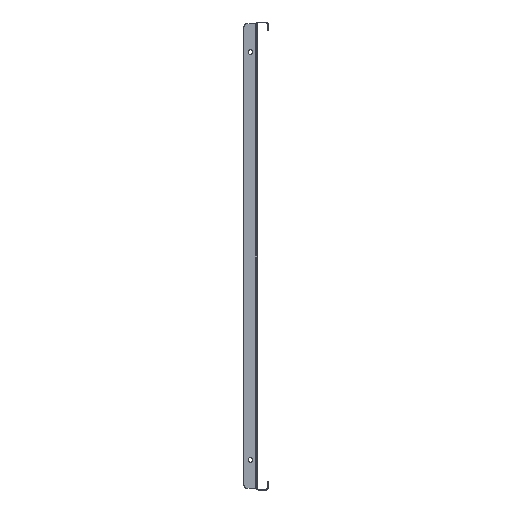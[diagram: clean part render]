
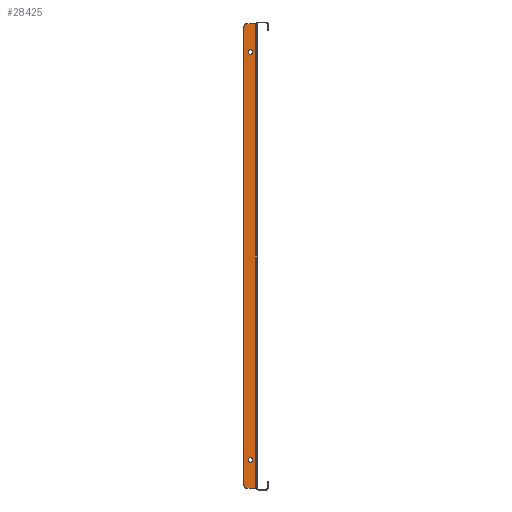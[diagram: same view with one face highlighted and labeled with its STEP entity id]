
A CAD part, left-side view. The second image highlights one B-rep face of the part: STEP entity #28425.
In plain terms, the highlighted planar face has unit normal (-1, 0, 0).
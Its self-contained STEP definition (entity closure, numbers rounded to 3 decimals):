
#157 = AXIS2_PLACEMENT_3D ( 'NONE', #32250, #29508, #9764 ) ;
#318 = DIRECTION ( 'NONE',  ( 0., -1., 0. ) ) ;
#394 = ORIENTED_EDGE ( 'NONE', *, *, #26589, .F. ) ;
#478 = VERTEX_POINT ( 'NONE', #30687 ) ;
#925 = FACE_OUTER_BOUND ( 'NONE', #29443, .T. ) ;
#1472 = FACE_BOUND ( 'NONE', #25515, .T. ) ;
#1555 = CARTESIAN_POINT ( 'NONE',  ( -346., 21., 395.5 ) ) ;
#1667 = CARTESIAN_POINT ( 'NONE',  ( -346., 16., 390.5 ) ) ;
#2249 = EDGE_CURVE ( 'NONE', #29911, #17071, #12822, .T. ) ;
#2328 = CARTESIAN_POINT ( 'NONE',  ( -346., 7.25, 345.25 ) ) ;
#2496 = CARTESIAN_POINT ( 'NONE',  ( -346., 12.75, 348.75 ) ) ;
#2704 = DIRECTION ( 'NONE',  ( 0., -1., 0. ) ) ;
#2799 = EDGE_CURVE ( 'NONE', #19167, #18787, #22479, .T. ) ;
#3021 = LINE ( 'NONE', #19838, #23713 ) ;
#3189 = EDGE_CURVE ( 'NONE', #19448, #29911, #16749, .T. ) ;
#3389 = ORIENTED_EDGE ( 'NONE', *, *, #21760, .T. ) ;
#3995 = EDGE_CURVE ( 'NONE', #23698, #478, #13253, .T. ) ;
#4550 = CARTESIAN_POINT ( 'NONE',  ( -346., 7.25, 345.25 ) ) ;
#4574 = DIRECTION ( 'NONE',  ( -1., 0., 0. ) ) ;
#4787 = VERTEX_POINT ( 'NONE', #9608 ) ;
#4894 = DIRECTION ( 'NONE',  ( -1., 0., 0. ) ) ;
#5318 = CARTESIAN_POINT ( 'NONE',  ( -346., 21., -390.5 ) ) ;
#5622 = CARTESIAN_POINT ( 'NONE',  ( -346., 10., 348.75 ) ) ;
#5624 = DIRECTION ( 'NONE',  ( 0., 1., 0. ) ) ;
#5758 = CARTESIAN_POINT ( 'NONE',  ( -346., 12.75, 345.25 ) ) ;
#6144 = VECTOR ( 'NONE', #18891, 1000. ) ;
#6301 = CARTESIAN_POINT ( 'NONE',  ( -346., 1.5, 395.5 ) ) ;
#7168 = CIRCLE ( 'NONE', #157, 2.75 ) ;
#7357 = CARTESIAN_POINT ( 'NONE',  ( -346., 12.75, 345.25 ) ) ;
#7850 = VERTEX_POINT ( 'NONE', #5318 ) ;
#8000 = DIRECTION ( 'NONE',  ( -1., 0., 0. ) ) ;
#8066 = CARTESIAN_POINT ( 'NONE',  ( -346., 10., 345.25 ) ) ;
#9010 = EDGE_CURVE ( 'NONE', #7850, #478, #26415, .T. ) ;
#9300 = DIRECTION ( 'NONE',  ( 0., -1., 0. ) ) ;
#9608 = CARTESIAN_POINT ( 'NONE',  ( -346., 12.75, -345.25 ) ) ;
#9611 = CIRCLE ( 'NONE', #18954, 5. ) ;
#9764 = DIRECTION ( 'NONE',  ( 0., 1., 0. ) ) ;
#10727 = LINE ( 'NONE', #2328, #31154 ) ;
#11850 = ORIENTED_EDGE ( 'NONE', *, *, #9010, .F. ) ;
#12003 = VECTOR ( 'NONE', #30253, 1000. ) ;
#12038 = DIRECTION ( 'NONE',  ( 0., 0., 1. ) ) ;
#12334 = VERTEX_POINT ( 'NONE', #34339 ) ;
#12373 = ORIENTED_EDGE ( 'NONE', *, *, #2249, .F. ) ;
#12419 = FACE_BOUND ( 'NONE', #22513, .T. ) ;
#12602 = VECTOR ( 'NONE', #29669, 1000. ) ;
#12657 = CARTESIAN_POINT ( 'NONE',  ( -346., 16., 395.5 ) ) ;
#12822 = LINE ( 'NONE', #7357, #6144 ) ;
#12907 = ORIENTED_EDGE ( 'NONE', *, *, #3189, .F. ) ;
#13149 = CIRCLE ( 'NONE', #26577, 2.75 ) ;
#13253 = CIRCLE ( 'NONE', #30689, 5. ) ;
#13355 = DIRECTION ( 'NONE',  ( -1., 0., 0. ) ) ;
#13506 = CARTESIAN_POINT ( 'NONE',  ( -346., 7.25, -348.75 ) ) ;
#13736 = CARTESIAN_POINT ( 'NONE',  ( -346., 16., -395.5 ) ) ;
#14204 = CARTESIAN_POINT ( 'NONE',  ( -346., 10., -348.75 ) ) ;
#14243 = ORIENTED_EDGE ( 'NONE', *, *, #35946, .T. ) ;
#15977 = LINE ( 'NONE', #27128, #12602 ) ;
#16126 = DIRECTION ( 'NONE',  ( 0., -1., 0. ) ) ;
#16448 = DIRECTION ( 'NONE',  ( 0., 1., 0. ) ) ;
#16749 = CIRCLE ( 'NONE', #31317, 2.75 ) ;
#16936 = CARTESIAN_POINT ( 'NONE',  ( -346., 16., -390.5 ) ) ;
#17004 = ORIENTED_EDGE ( 'NONE', *, *, #25282, .F. ) ;
#17071 = VERTEX_POINT ( 'NONE', #5758 ) ;
#17865 = VERTEX_POINT ( 'NONE', #4550 ) ;
#17890 = CARTESIAN_POINT ( 'NONE',  ( -346., 7.25, 348.75 ) ) ;
#18099 = DIRECTION ( 'NONE',  ( -1., 0., 0. ) ) ;
#18192 = DIRECTION ( 'NONE',  ( 0., 0., 1. ) ) ;
#18756 = EDGE_CURVE ( 'NONE', #17071, #17865, #35204, .T. ) ;
#18787 = VERTEX_POINT ( 'NONE', #13736 ) ;
#18891 = DIRECTION ( 'NONE',  ( 0., 0., -1. ) ) ;
#18942 = CARTESIAN_POINT ( 'NONE',  ( -346., 12.75, -345.25 ) ) ;
#18954 = AXIS2_PLACEMENT_3D ( 'NONE', #16936, #27900, #318 ) ;
#19167 = VERTEX_POINT ( 'NONE', #32692 ) ;
#19448 = VERTEX_POINT ( 'NONE', #17890 ) ;
#19838 = CARTESIAN_POINT ( 'NONE',  ( -346., 7.25, -345.25 ) ) ;
#19933 = LINE ( 'NONE', #31414, #30336 ) ;
#19944 = EDGE_CURVE ( 'NONE', #12334, #4787, #7168, .T. ) ;
#20935 = EDGE_CURVE ( 'NONE', #17865, #19448, #10727, .T. ) ;
#21637 = VECTOR ( 'NONE', #18192, 1000. ) ;
#21760 = EDGE_CURVE ( 'NONE', #7850, #18787, #9611, .T. ) ;
#21931 = ORIENTED_EDGE ( 'NONE', *, *, #3995, .T. ) ;
#22479 = LINE ( 'NONE', #33078, #35975 ) ;
#22513 = EDGE_LOOP ( 'NONE', ( #33393, #12373, #12907, #30301 ) ) ;
#23046 = CARTESIAN_POINT ( 'NONE',  ( -346., 0., 0. ) ) ;
#23110 = VERTEX_POINT ( 'NONE', #13506 ) ;
#23698 = VERTEX_POINT ( 'NONE', #12657 ) ;
#23713 = VECTOR ( 'NONE', #33721, 1000. ) ;
#24625 = DIRECTION ( 'NONE',  ( 0., 0., 1. ) ) ;
#24695 = EDGE_CURVE ( 'NONE', #27985, #23110, #13149, .T. ) ;
#24708 = ORIENTED_EDGE ( 'NONE', *, *, #19944, .F. ) ;
#25157 = EDGE_CURVE ( 'NONE', #4787, #27985, #33000, .T. ) ;
#25282 = EDGE_CURVE ( 'NONE', #23110, #12334, #3021, .T. ) ;
#25515 = EDGE_LOOP ( 'NONE', ( #24708, #17004, #30494, #32216 ) ) ;
#26415 = LINE ( 'NONE', #1555, #21637 ) ;
#26577 = AXIS2_PLACEMENT_3D ( 'NONE', #14204, #8000, #5624 ) ;
#26589 = EDGE_CURVE ( 'NONE', #23698, #31392, #15977, .T. ) ;
#27128 = CARTESIAN_POINT ( 'NONE',  ( -346., 0., 395.5 ) ) ;
#27900 = DIRECTION ( 'NONE',  ( -1., 0., 0. ) ) ;
#27985 = VERTEX_POINT ( 'NONE', #34235 ) ;
#28425 = ADVANCED_FACE ( 'NONE', ( #12419, #1472, #925 ), #29052, .T. ) ;
#29052 = PLANE ( 'NONE',  #33168 ) ;
#29443 = EDGE_LOOP ( 'NONE', ( #394, #21931, #11850, #3389, #30326, #14243 ) ) ;
#29508 = DIRECTION ( 'NONE',  ( -1., 0., 0. ) ) ;
#29669 = DIRECTION ( 'NONE',  ( 0., -1., 0. ) ) ;
#29911 = VERTEX_POINT ( 'NONE', #2496 ) ;
#30253 = DIRECTION ( 'NONE',  ( 0., 0., -1. ) ) ;
#30301 = ORIENTED_EDGE ( 'NONE', *, *, #20935, .F. ) ;
#30326 = ORIENTED_EDGE ( 'NONE', *, *, #2799, .F. ) ;
#30336 = VECTOR ( 'NONE', #12038, 1000. ) ;
#30494 = ORIENTED_EDGE ( 'NONE', *, *, #24695, .F. ) ;
#30553 = AXIS2_PLACEMENT_3D ( 'NONE', #8066, #13355, #16126 ) ;
#30687 = CARTESIAN_POINT ( 'NONE',  ( -346., 21., 390.5 ) ) ;
#30689 = AXIS2_PLACEMENT_3D ( 'NONE', #1667, #4574, #35101 ) ;
#31154 = VECTOR ( 'NONE', #24625, 1000. ) ;
#31317 = AXIS2_PLACEMENT_3D ( 'NONE', #5622, #4894, #2704 ) ;
#31392 = VERTEX_POINT ( 'NONE', #6301 ) ;
#31414 = CARTESIAN_POINT ( 'NONE',  ( -346., 1.5, 0. ) ) ;
#32216 = ORIENTED_EDGE ( 'NONE', *, *, #25157, .F. ) ;
#32250 = CARTESIAN_POINT ( 'NONE',  ( -346., 10., -345.25 ) ) ;
#32692 = CARTESIAN_POINT ( 'NONE',  ( -346., 1.5, -395.5 ) ) ;
#33000 = LINE ( 'NONE', #18942, #12003 ) ;
#33078 = CARTESIAN_POINT ( 'NONE',  ( -346., 21., -395.5 ) ) ;
#33168 = AXIS2_PLACEMENT_3D ( 'NONE', #23046, #18099, #9300 ) ;
#33393 = ORIENTED_EDGE ( 'NONE', *, *, #18756, .F. ) ;
#33721 = DIRECTION ( 'NONE',  ( 0., 0., 1. ) ) ;
#34235 = CARTESIAN_POINT ( 'NONE',  ( -346., 12.75, -348.75 ) ) ;
#34339 = CARTESIAN_POINT ( 'NONE',  ( -346., 7.25, -345.25 ) ) ;
#35101 = DIRECTION ( 'NONE',  ( 0., -1., 0. ) ) ;
#35204 = CIRCLE ( 'NONE', #30553, 2.75 ) ;
#35946 = EDGE_CURVE ( 'NONE', #19167, #31392, #19933, .T. ) ;
#35975 = VECTOR ( 'NONE', #16448, 1000. ) ;
